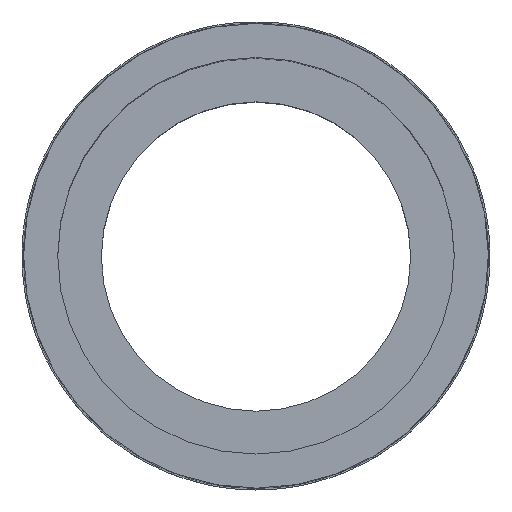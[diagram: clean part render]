
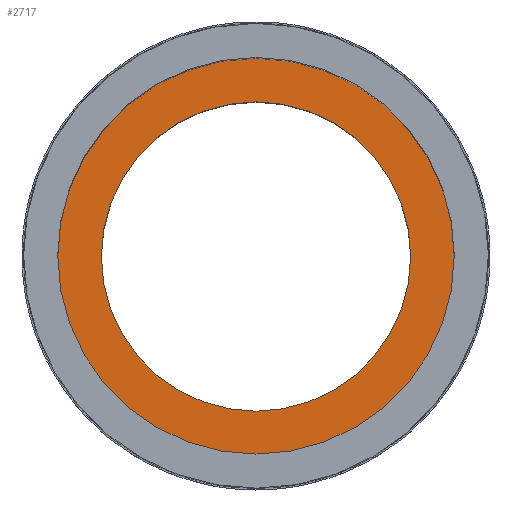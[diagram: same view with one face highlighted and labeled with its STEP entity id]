
A CAD part, top view. The second image highlights one B-rep face of the part: STEP entity #2717.
In plain terms, the highlighted planar face has unit normal (0, 0, 1).
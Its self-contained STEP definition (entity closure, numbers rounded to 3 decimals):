
#12 = CIRCLE ( 'NONE', #3642, 25. ) ;
#42 = CARTESIAN_POINT ( 'NONE',  ( 19.5, 0., -56. ) ) ;
#213 = FACE_BOUND ( 'NONE', #588, .T. ) ;
#321 = CIRCLE ( 'NONE', #3481, 19.5 ) ;
#426 = EDGE_CURVE ( 'NONE', #2235, #2235, #12, .T. ) ;
#588 = EDGE_LOOP ( 'NONE', ( #1739 ) ) ;
#804 = DIRECTION ( 'NONE',  ( 0., 0., -1. ) ) ;
#1504 = AXIS2_PLACEMENT_3D ( 'NONE', #3197, #804, #3603 ) ;
#1656 = DIRECTION ( 'NONE',  ( 1., 0., 0. ) ) ;
#1739 = ORIENTED_EDGE ( 'NONE', *, *, #1927, .F. ) ;
#1804 = EDGE_LOOP ( 'NONE', ( #4902 ) ) ;
#1861 = DIRECTION ( 'NONE',  ( 0., 0., 1. ) ) ;
#1927 = EDGE_CURVE ( 'NONE', #2114, #2114, #321, .T. ) ;
#2114 = VERTEX_POINT ( 'NONE', #42 ) ;
#2235 = VERTEX_POINT ( 'NONE', #3633 ) ;
#2424 = DIRECTION ( 'NONE',  ( 0., 0., 1. ) ) ;
#2717 = ADVANCED_FACE ( 'NONE', ( #213, #4342 ), #2792, .F. ) ;
#2792 = PLANE ( 'NONE',  #1504 ) ;
#2800 = CARTESIAN_POINT ( 'NONE',  ( 0., 0., -56. ) ) ;
#3197 = CARTESIAN_POINT ( 'NONE',  ( 0., 25., -56. ) ) ;
#3481 = AXIS2_PLACEMENT_3D ( 'NONE', #4263, #1861, #4664 ) ;
#3603 = DIRECTION ( 'NONE',  ( -1., 0., 0. ) ) ;
#3633 = CARTESIAN_POINT ( 'NONE',  ( 25., 0., -56. ) ) ;
#3642 = AXIS2_PLACEMENT_3D ( 'NONE', #2800, #2424, #1656 ) ;
#4263 = CARTESIAN_POINT ( 'NONE',  ( 0., 0., -56. ) ) ;
#4342 = FACE_OUTER_BOUND ( 'NONE', #1804, .T. ) ;
#4664 = DIRECTION ( 'NONE',  ( 1., 0., 0. ) ) ;
#4902 = ORIENTED_EDGE ( 'NONE', *, *, #426, .T. ) ;
